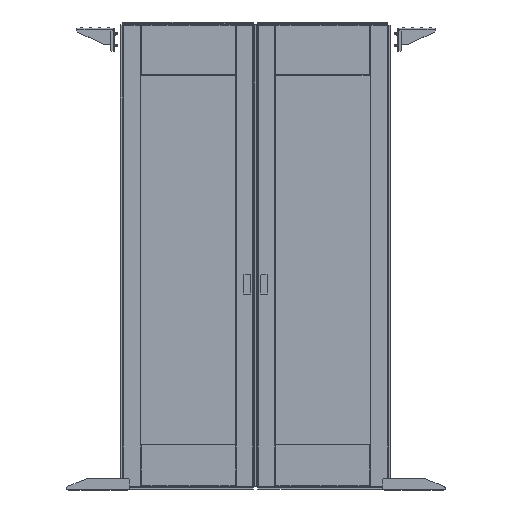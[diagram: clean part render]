
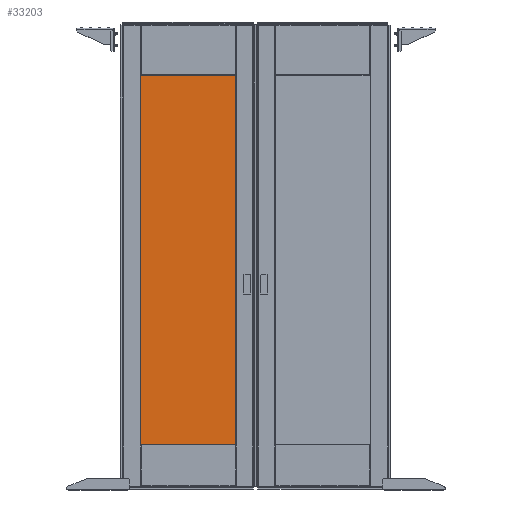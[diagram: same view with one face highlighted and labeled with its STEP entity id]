
A CAD part, top view. The second image highlights one B-rep face of the part: STEP entity #33203.
In plain terms, the highlighted planar face has unit normal (0, 0, 1).
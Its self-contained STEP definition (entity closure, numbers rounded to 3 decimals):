
#2235 = VERTEX_POINT ( 'NONE', #50296 ) ;
#4333 = DIRECTION ( 'NONE',  ( -1., 0., 0. ) ) ;
#5301 = LINE ( 'NONE', #43423, #33279 ) ;
#5524 = VECTOR ( 'NONE', #62805, 1000. ) ;
#8576 = VECTOR ( 'NONE', #4333, 1000. ) ;
#9497 = PLANE ( 'NONE',  #30354 ) ;
#9794 = DIRECTION ( 'NONE',  ( 0., 1., 0. ) ) ;
#9998 = LINE ( 'NONE', #18656, #5524 ) ;
#10878 = ORIENTED_EDGE ( 'NONE', *, *, #45715, .T. ) ;
#17808 = EDGE_CURVE ( 'NONE', #36446, #36536, #42913, .T. ) ;
#18656 = CARTESIAN_POINT ( 'NONE',  ( 254.5, -947.5, 4. ) ) ;
#26547 = EDGE_LOOP ( 'NONE', ( #40368, #53870, #10878, #38041 ) ) ;
#28739 = FACE_OUTER_BOUND ( 'NONE', #26547, .T. ) ;
#29381 = CARTESIAN_POINT ( 'NONE',  ( 0., 0., 4. ) ) ;
#30354 = AXIS2_PLACEMENT_3D ( 'NONE', #29381, #48204, #33858 ) ;
#33203 = ADVANCED_FACE ( 'NONE', ( #28739 ), #9497, .T. ) ;
#33279 = VECTOR ( 'NONE', #9794, 1000. ) ;
#33858 = DIRECTION ( 'NONE',  ( 1., 0., 0. ) ) ;
#35654 = EDGE_CURVE ( 'NONE', #36536, #40220, #9998, .T. ) ;
#36446 = VERTEX_POINT ( 'NONE', #62028 ) ;
#36536 = VERTEX_POINT ( 'NONE', #52735 ) ;
#38041 = ORIENTED_EDGE ( 'NONE', *, *, #48488, .T. ) ;
#39840 = VECTOR ( 'NONE', #42273, 1000. ) ;
#40220 = VERTEX_POINT ( 'NONE', #44261 ) ;
#40368 = ORIENTED_EDGE ( 'NONE', *, *, #17808, .T. ) ;
#41659 = CARTESIAN_POINT ( 'NONE',  ( -254.5, -947.5, 4. ) ) ;
#42273 = DIRECTION ( 'NONE',  ( 0., -1., 0. ) ) ;
#42465 = LINE ( 'NONE', #47547, #8576 ) ;
#42913 = LINE ( 'NONE', #41659, #39840 ) ;
#43423 = CARTESIAN_POINT ( 'NONE',  ( 254.5, -947.5, 4. ) ) ;
#44261 = CARTESIAN_POINT ( 'NONE',  ( 254.5, -947.5, 4. ) ) ;
#45715 = EDGE_CURVE ( 'NONE', #40220, #2235, #5301, .T. ) ;
#47547 = CARTESIAN_POINT ( 'NONE',  ( 254.5, 947.5, 4. ) ) ;
#48204 = DIRECTION ( 'NONE',  ( 0., 0., 1. ) ) ;
#48488 = EDGE_CURVE ( 'NONE', #2235, #36446, #42465, .T. ) ;
#50296 = CARTESIAN_POINT ( 'NONE',  ( 254.5, 947.5, 4. ) ) ;
#52735 = CARTESIAN_POINT ( 'NONE',  ( -254.5, -947.5, 4. ) ) ;
#53870 = ORIENTED_EDGE ( 'NONE', *, *, #35654, .T. ) ;
#62028 = CARTESIAN_POINT ( 'NONE',  ( -254.5, 947.5, 4. ) ) ;
#62805 = DIRECTION ( 'NONE',  ( 1., 0., 0. ) ) ;
